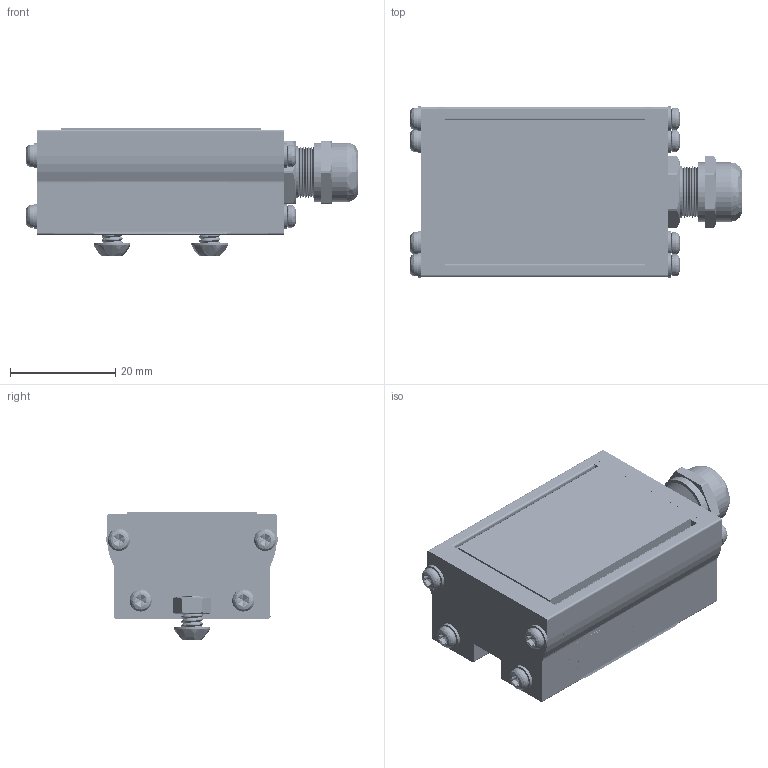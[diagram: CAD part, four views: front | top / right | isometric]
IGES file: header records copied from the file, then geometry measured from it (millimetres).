
Start section: SolidWorks IGES file using analytic representation for surfaces
Global section: file name: Web Model 18588_18592.igs; native system: SolidWorks 2018; preprocessor: SolidWorks 2018; author: JPoff; date: 210813.091847; units: millimetre
Bounding box: 63.09 x 32.59 x 24.48 mm (x, y, z)
Surface area: 21055.7 mm2 (no closed solid volume)
Topology: 0 solids, 0 shells, 2311 faces, 32232 edges, 32164 vertices
Faces by surface type: revolution 1672, bspline 639
